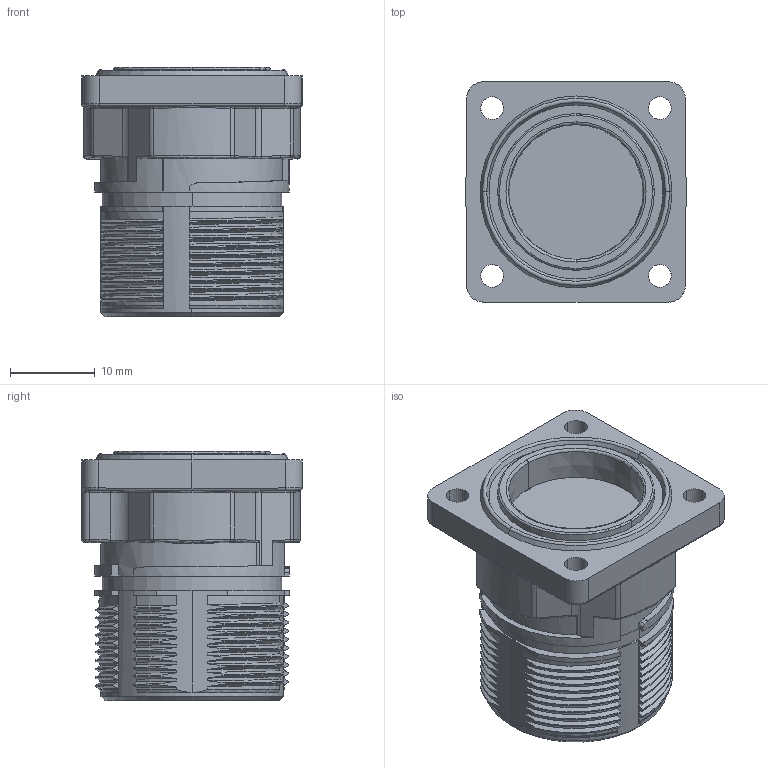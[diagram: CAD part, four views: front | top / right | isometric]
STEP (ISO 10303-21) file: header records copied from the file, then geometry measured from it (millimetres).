
FILE_DESCRIPTION((''),'2;1');
FILE_NAME('3D_1810123002001_MR23-012-BK26-','2020-12-16T',('tc.chen'),(''),'PRO/ENGINEER BY PARAMETRIC TECHNOLOGY CORPORATION, 2012480','PRO/ENGINEER BY PARAMETRIC TECHNOLOGY CORPORATION, 2012480','');
FILE_SCHEMA(('AUTOMOTIVE_DESIGN { 1 0 10303 214 1 1 1 1 }'));
Products named in the file (1): 3D_1810123002001_MR23-012-BK26-
Bounding box: 26 x 26 x 29.4 mm (x, y, z)
Volume: 9217.4 mm3; surface area: 5602.9 mm2
Topology: 1 solids, 1 shells, 770 faces, 2173 edges, 1427 vertices
Faces by surface type: plane 208, bspline 204, cylinder 190, cone 105, extrusion 29, torus 28, sphere 6
Entity records: 48058 total; most frequent: CARTESIAN_POINT 16974, ORIENTED_EDGE 4330, PRESENTATION_STYLE_ASSIGNMENT 2959, DIRECTION 2859, STYLED_ITEM 2298, CURVE_STYLE 2188, EDGE_CURVE 2165, VERTEX_POINT 1427
